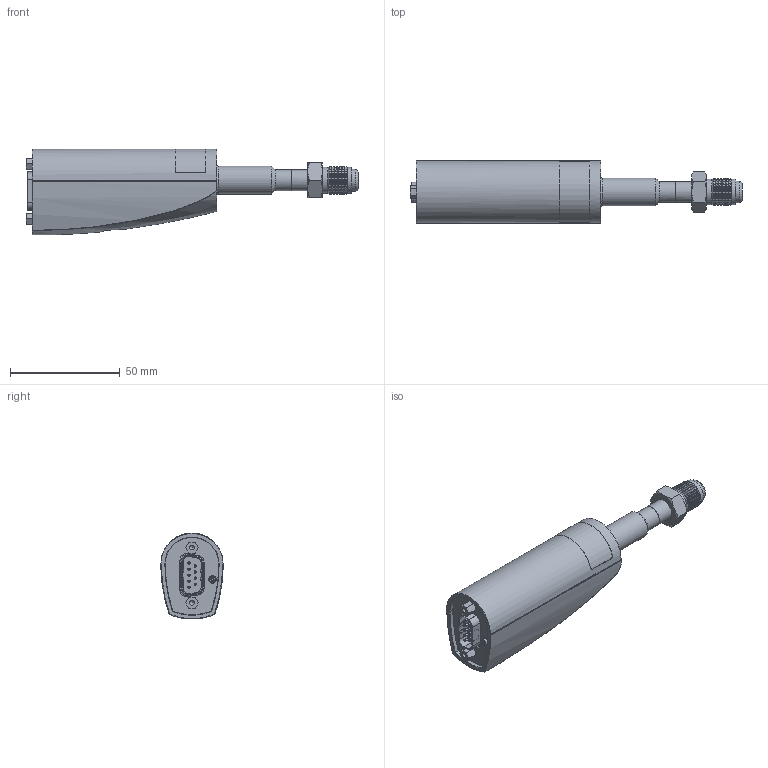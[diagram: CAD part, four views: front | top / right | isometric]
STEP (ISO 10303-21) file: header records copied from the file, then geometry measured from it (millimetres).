
FILE_DESCRIPTION((''),'2;1');
FILE_NAME('CDG020D_Dsub_4-VCRm.stp','2012-06-27T16:48:33',('BEM'),(''),'Autodesk Inventor 2012','Autodesk Inventor 2012','');
FILE_SCHEMA(('AUTOMOTIVE_DESIGN { 1 0 10303 214 1 1 1 1 }'));
Length unit declared in the file: millimetre
Products named in the file (1): CDG020D_Dsub_4-VCRm
Bounding box: 151.03 x 28.3 x 39.11 mm (x, y, z)
Volume: 33473.2 mm3; surface area: 37155.5 mm2
Topology: 1 solids, 1 shells, 1209 faces, 3366 edges, 2170 vertices
Faces by surface type: plane 720, cylinder 375, cone 61, bspline 24, torus 23, sphere 6
Full cylindrical faces by diameter (mm): 1.1 x1, 2.013 x2, 2.156 x2, 2.845 x2, 3 x1, 3.2 x4, 3.7 x2, 6.35 x1, 7.874 x1, 7.9 x1, 9.5 x1, 9.525 x1, 9.906 x2, 10.2 x2, 11.7 x1, 11.783 x13, 12.7 x14, 13.5 x1, 14 x1, 16 x1, 17.5 x1, 23 x1
Entity records: 42557 total; most frequent: CARTESIAN_POINT 10144, DIRECTION 6512, ORIENTED_EDGE 6470, EDGE_CURVE 3235, AXIS2_PLACEMENT_3D 2179, VECTOR 2154, LINE 2154, VERTEX_POINT 2149
